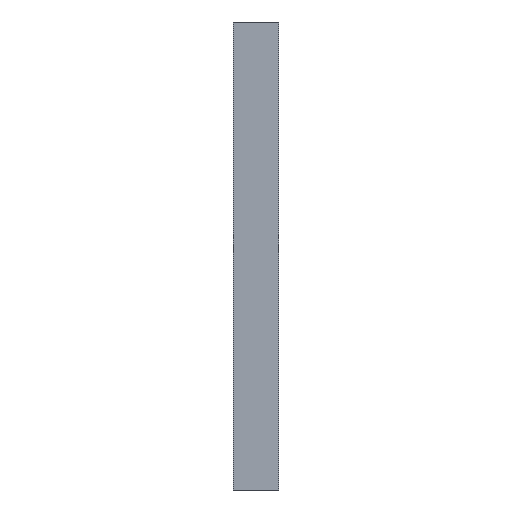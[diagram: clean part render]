
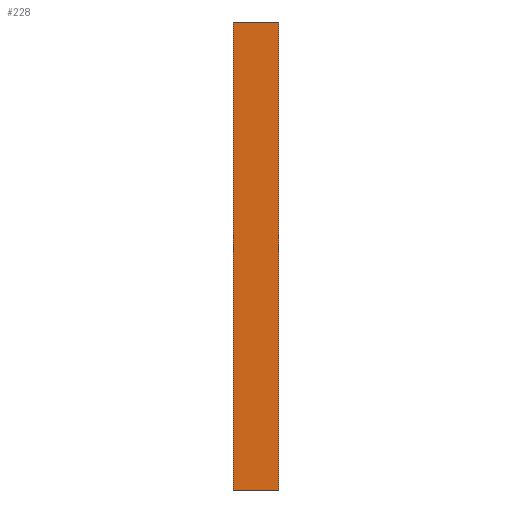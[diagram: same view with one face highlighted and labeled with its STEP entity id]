
A CAD part, left-side view. The second image highlights one B-rep face of the part: STEP entity #228.
In plain terms, the highlighted planar face has unit normal (-1, 0, 0).
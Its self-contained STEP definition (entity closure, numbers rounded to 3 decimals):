
#1 = ORIENTED_EDGE ( 'NONE', *, *, #278, .T. ) ;
#10 = CARTESIAN_POINT ( 'NONE',  ( -4.25, 0., -550. ) ) ;
#25 = CARTESIAN_POINT ( 'NONE',  ( -4.25, 0., 550. ) ) ;
#31 = LINE ( 'NONE', #338, #103 ) ;
#35 = CARTESIAN_POINT ( 'NONE',  ( -4.25, 106., -550. ) ) ;
#46 = DIRECTION ( 'NONE',  ( 0., 0., -1. ) ) ;
#65 = CARTESIAN_POINT ( 'NONE',  ( -4.25, 106., -550. ) ) ;
#78 = FACE_OUTER_BOUND ( 'NONE', #165, .T. ) ;
#88 = VERTEX_POINT ( 'NONE', #154 ) ;
#103 = VECTOR ( 'NONE', #315, 1000. ) ;
#123 = VECTOR ( 'NONE', #46, 1000. ) ;
#134 = DIRECTION ( 'NONE',  ( 1., 0., 0. ) ) ;
#152 = EDGE_CURVE ( 'NONE', #88, #163, #153, .T. ) ;
#153 = LINE ( 'NONE', #25, #230 ) ;
#154 = CARTESIAN_POINT ( 'NONE',  ( -4.25, 0., 550. ) ) ;
#163 = VERTEX_POINT ( 'NONE', #10 ) ;
#165 = EDGE_LOOP ( 'NONE', ( #1, #269, #216, #242 ) ) ;
#176 = VECTOR ( 'NONE', #198, 1000. ) ;
#182 = PLANE ( 'NONE',  #256 ) ;
#185 = DIRECTION ( 'NONE',  ( 0., 1., 0. ) ) ;
#193 = LINE ( 'NONE', #65, #176 ) ;
#198 = DIRECTION ( 'NONE',  ( 0., -1., 0. ) ) ;
#209 = DIRECTION ( 'NONE',  ( 0., 0., -1. ) ) ;
#216 = ORIENTED_EDGE ( 'NONE', *, *, #221, .F. ) ;
#221 = EDGE_CURVE ( 'NONE', #297, #88, #31, .T. ) ;
#228 = ADVANCED_FACE ( 'NONE', ( #78 ), #182, .F. ) ;
#230 = VECTOR ( 'NONE', #209, 1000. ) ;
#236 = VERTEX_POINT ( 'NONE', #35 ) ;
#242 = ORIENTED_EDGE ( 'NONE', *, *, #321, .T. ) ;
#256 = AXIS2_PLACEMENT_3D ( 'NONE', #267, #134, #185 ) ;
#267 = CARTESIAN_POINT ( 'NONE',  ( -4.25, 106., 550. ) ) ;
#269 = ORIENTED_EDGE ( 'NONE', *, *, #152, .F. ) ;
#278 = EDGE_CURVE ( 'NONE', #236, #163, #193, .T. ) ;
#281 = LINE ( 'NONE', #302, #123 ) ;
#282 = CARTESIAN_POINT ( 'NONE',  ( -4.25, 106., 550. ) ) ;
#297 = VERTEX_POINT ( 'NONE', #282 ) ;
#302 = CARTESIAN_POINT ( 'NONE',  ( -4.25, 106., 550. ) ) ;
#315 = DIRECTION ( 'NONE',  ( 0., -1., 0. ) ) ;
#321 = EDGE_CURVE ( 'NONE', #297, #236, #281, .T. ) ;
#338 = CARTESIAN_POINT ( 'NONE',  ( -4.25, 106., 550. ) ) ;
